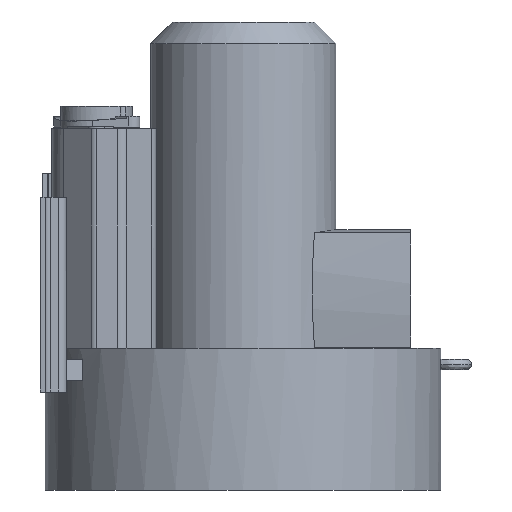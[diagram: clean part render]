
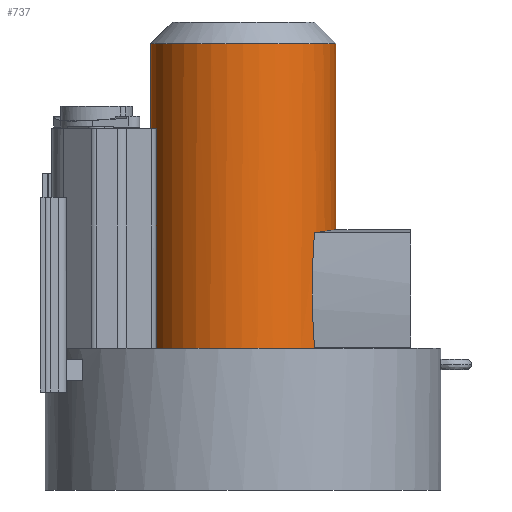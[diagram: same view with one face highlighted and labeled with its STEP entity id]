
A CAD part, front view. The second image highlights one B-rep face of the part: STEP entity #737.
In plain terms, the highlighted cylindrical face has radius 85.7 mm (diameter 171.4 mm), a partial arc.
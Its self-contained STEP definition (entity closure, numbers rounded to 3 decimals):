
#57 = VECTOR ( 'NONE', #2448, 1000. ) ;
#126 = CARTESIAN_POINT ( 'NONE',  ( 0., 0., 90. ) ) ;
#728 = VERTEX_POINT ( 'NONE', #8270 ) ;
#737 = ADVANCED_FACE ( 'NONE', ( #6150 ), #13982, .T. ) ;
#938 = CARTESIAN_POINT ( 'NONE',  ( 83.679, -18.652, 199.395 ) ) ;
#1001 = CARTESIAN_POINT ( 'NONE',  ( 67.821, -52.391, 90.652 ) ) ;
#1335 = LINE ( 'NONE', #11467, #10284 ) ;
#1373 = DIRECTION ( 'NONE',  ( 1., 0., 0. ) ) ;
#1473 = CARTESIAN_POINT ( 'NONE',  ( 72.904, -45.05, 90. ) ) ;
#1564 = VERTEX_POINT ( 'NONE', #6558 ) ;
#2092 = CARTESIAN_POINT ( 'NONE',  ( 81.477, -26.596, 199.036 ) ) ;
#2123 = CIRCLE ( 'NONE', #15294, 85.7 ) ;
#2233 = EDGE_CURVE ( 'NONE', #1564, #728, #2977, .T. ) ;
#2255 = CARTESIAN_POINT ( 'NONE',  ( 79.563, -32.196, 198.738 ) ) ;
#2448 = DIRECTION ( 'NONE',  ( 0., 0., 1. ) ) ;
#2674 = EDGE_CURVE ( 'NONE', #12575, #9224, #11290, .T. ) ;
#2685 = B_SPLINE_CURVE_WITH_KNOTS ( 'NONE', 3,
 ( #5796, #6046, #4727, #3315, #2255, #2092, #7028, #7111, #4808, #938, #16089, #12141, #7270, #13461 ),
 .UNSPECIFIED., .F., .F.,
 ( 4, 2, 2, 2, 2, 2, 4 ),
 ( 0., 0.014, 0.028, 0.032, 0.035, 0.042, 0.056 ),
 .UNSPECIFIED. ) ;
#2977 = LINE ( 'NONE', #4363, #12265 ) ;
#3315 = CARTESIAN_POINT ( 'NONE',  ( 77.684, -36.489, 198.459 ) ) ;
#3598 = LINE ( 'NONE', #13993, #57 ) ;
#3627 = DIRECTION ( 'NONE',  ( 1., 0., 0. ) ) ;
#4193 = EDGE_LOOP ( 'NONE', ( #13959, #4875, #6184, #11870, #8393, #15756, #13592 ) ) ;
#4234 = AXIS2_PLACEMENT_3D ( 'NONE', #126, #11409, #15118 ) ;
#4363 = CARTESIAN_POINT ( 'NONE',  ( -85.7, 0., 90. ) ) ;
#4727 = CARTESIAN_POINT ( 'NONE',  ( 73.26, -44.713, 197.842 ) ) ;
#4754 = CARTESIAN_POINT ( 'NONE',  ( 85.7, 0., 371.7 ) ) ;
#4766 = EDGE_CURVE ( 'NONE', #5742, #13435, #2685, .T. ) ;
#4808 = CARTESIAN_POINT ( 'NONE',  ( 82.818, -22.069, 199.252 ) ) ;
#4875 = ORIENTED_EDGE ( 'NONE', *, *, #15176, .F. ) ;
#4973 = CARTESIAN_POINT ( 'NONE',  ( 85.7, 0., 199.807 ) ) ;
#5742 = VERTEX_POINT ( 'NONE', #15392 ) ;
#5796 = CARTESIAN_POINT ( 'NONE',  ( 67.821, -52.391, 197.148 ) ) ;
#6046 = CARTESIAN_POINT ( 'NONE',  ( 70.714, -48.645, 197.504 ) ) ;
#6150 = FACE_OUTER_BOUND ( 'NONE', #4193, .T. ) ;
#6184 = ORIENTED_EDGE ( 'NONE', *, *, #2674, .T. ) ;
#6256 = VERTEX_POINT ( 'NONE', #4754 ) ;
#6477 = CARTESIAN_POINT ( 'NONE',  ( 0., 0., 90. ) ) ;
#6558 = CARTESIAN_POINT ( 'NONE',  ( -85.7, 0., 90. ) ) ;
#7028 = CARTESIAN_POINT ( 'NONE',  ( 81.837, -25.467, 199.093 ) ) ;
#7111 = CARTESIAN_POINT ( 'NONE',  ( 82.507, -23.205, 199.201 ) ) ;
#7184 = CARTESIAN_POINT ( 'NONE',  ( 0., 0., 371.7 ) ) ;
#7270 = CARTESIAN_POINT ( 'NONE',  ( 85.7, -4.747, 199.775 ) ) ;
#7981 = DIRECTION ( 'NONE',  ( 0., 0., 1. ) ) ;
#8270 = CARTESIAN_POINT ( 'NONE',  ( -85.7, 0., 371.7 ) ) ;
#8342 = CARTESIAN_POINT ( 'NONE',  ( 69.643, -50.033, 90.428 ) ) ;
#8393 = ORIENTED_EDGE ( 'NONE', *, *, #4766, .T. ) ;
#9224 = VERTEX_POINT ( 'NONE', #1001 ) ;
#10015 = DIRECTION ( 'NONE',  ( 0., 0., 1. ) ) ;
#10284 = VECTOR ( 'NONE', #12952, 1000. ) ;
#11084 = CIRCLE ( 'NONE', #4234, 85.7 ) ;
#11290 = B_SPLINE_CURVE_WITH_KNOTS ( 'NONE', 3,
 ( #15857, #12235, #8342, #12156 ),
 .UNSPECIFIED., .F., .F.,
 ( 4, 4 ),
 ( 0., 0.009 ),
 .UNSPECIFIED. ) ;
#11409 = DIRECTION ( 'NONE',  ( 0., 0., -1. ) ) ;
#11467 = CARTESIAN_POINT ( 'NONE',  ( 85.7, 0., 90. ) ) ;
#11870 = ORIENTED_EDGE ( 'NONE', *, *, #15699, .T. ) ;
#12141 = CARTESIAN_POINT ( 'NONE',  ( 85.308, -9.429, 199.687 ) ) ;
#12156 = CARTESIAN_POINT ( 'NONE',  ( 67.821, -52.391, 90.652 ) ) ;
#12235 = CARTESIAN_POINT ( 'NONE',  ( 71.337, -47.586, 90.209 ) ) ;
#12265 = VECTOR ( 'NONE', #7981, 1000. ) ;
#12575 = VERTEX_POINT ( 'NONE', #1473 ) ;
#12952 = DIRECTION ( 'NONE',  ( 0., 0., 1. ) ) ;
#13435 = VERTEX_POINT ( 'NONE', #4973 ) ;
#13461 = CARTESIAN_POINT ( 'NONE',  ( 85.7, 0., 199.807 ) ) ;
#13592 = ORIENTED_EDGE ( 'NONE', *, *, #13622, .T. ) ;
#13607 = DIRECTION ( 'NONE',  ( 0., 0., -1. ) ) ;
#13622 = EDGE_CURVE ( 'NONE', #6256, #728, #2123, .T. ) ;
#13743 = EDGE_CURVE ( 'NONE', #13435, #6256, #1335, .T. ) ;
#13959 = ORIENTED_EDGE ( 'NONE', *, *, #2233, .F. ) ;
#13982 = CYLINDRICAL_SURFACE ( 'NONE', #15916, 85.7 ) ;
#13993 = CARTESIAN_POINT ( 'NONE',  ( 67.821, -52.391, 83. ) ) ;
#15118 = DIRECTION ( 'NONE',  ( 1., 0., 0. ) ) ;
#15176 = EDGE_CURVE ( 'NONE', #12575, #1564, #11084, .T. ) ;
#15294 = AXIS2_PLACEMENT_3D ( 'NONE', #7184, #13607, #3627 ) ;
#15392 = CARTESIAN_POINT ( 'NONE',  ( 67.821, -52.391, 197.148 ) ) ;
#15699 = EDGE_CURVE ( 'NONE', #9224, #5742, #3598, .T. ) ;
#15756 = ORIENTED_EDGE ( 'NONE', *, *, #13743, .T. ) ;
#15857 = CARTESIAN_POINT ( 'NONE',  ( 72.904, -45.05, 90. ) ) ;
#15916 = AXIS2_PLACEMENT_3D ( 'NONE', #6477, #10015, #1373 ) ;
#16089 = CARTESIAN_POINT ( 'NONE',  ( 84.157, -16.358, 199.478 ) ) ;
